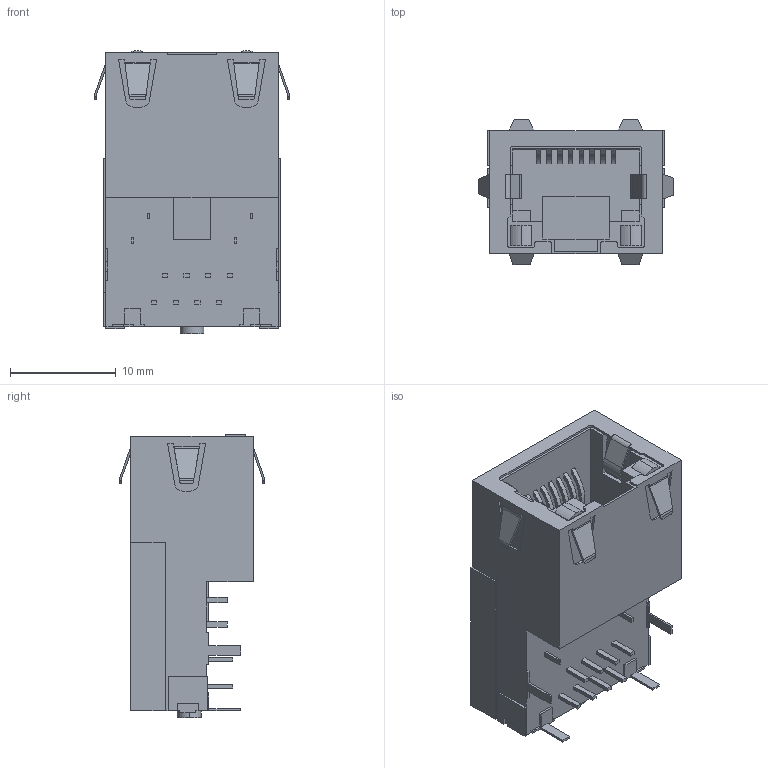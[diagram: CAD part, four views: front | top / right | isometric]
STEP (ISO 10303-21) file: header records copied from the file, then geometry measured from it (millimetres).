
FILE_DESCRIPTION((''),'2;1');
FILE_NAME('C-1888250-1','2011-03-04T',('workeradm'),('Tyco Electronics Ltd.'),'PRO/ENGINEER BY PARAMETRIC TECHNOLOGY CORPORATION, 2009300','PRO/ENGINEER BY PARAMETRIC TECHNOLOGY CORPORATION, 2009300','');
FILE_SCHEMA(('AUTOMOTIVE_DESIGN { 1 0 10303 214 1 1 1 1 }'));
Length unit declared in the file: millimetre
Products named in the file (1): C-1888250-1
Bounding box: 18.49 x 13.78 x 26.74 mm (x, y, z)
Volume: 3045.8 mm3; surface area: 2519.5 mm2
Topology: 1 solids, 1 shells, 483 faces, 1274 edges, 814 vertices
Faces by surface type: plane 353, cylinder 106, bspline 24
Entity records: 15360 total; most frequent: CARTESIAN_POINT 3173, ORIENTED_EDGE 2548, DIRECTION 2312, EDGE_CURVE 1274, VECTOR 1058, LINE 1058, VERTEX_POINT 814, AXIS2_PLACEMENT_3D 627
